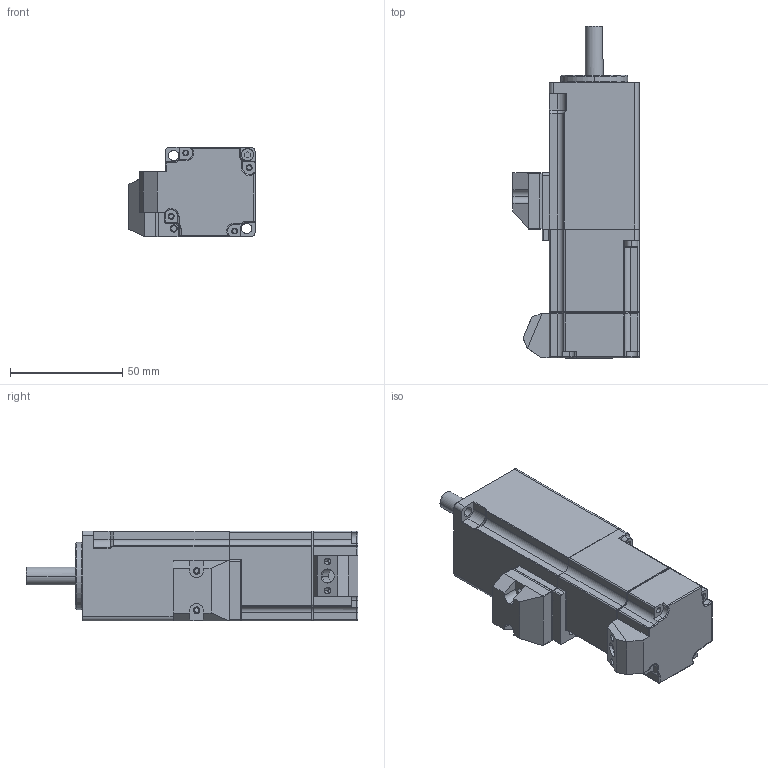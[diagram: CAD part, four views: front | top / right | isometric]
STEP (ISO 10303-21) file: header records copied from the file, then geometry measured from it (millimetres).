
FILE_DESCRIPTION (( 'STEP AP203' ), '1' );
FILE_NAME ('MS6H-40-CS(M)30BZ1-20P1µç»ú.STEP', '2020-09-09T07:55:57', ( '' ), ( '' ), 'SwSTEP 2.0', 'SolidWorks 2016', '' );
FILE_SCHEMA (( 'CONFIG_CONTROL_DESIGN' ));
Length unit declared in the file: millimetre
Products named in the file (1): MS6H-40-CS(M)30BZ1-20P1萇儂
Bounding box: 56.2 x 147.9 x 40 mm (x, y, z)
Surface area: 31298.4 mm2 (no closed solid volume)
Topology: 0 solids, 85 shells, 564 faces, 1741 edges, 1245 vertices
Faces by surface type: cylinder 280, plane 235, torus 22, cone 14, sphere 8, bspline 5
Entity records: 20067 total; most frequent: CARTESIAN_POINT 4327, DIRECTION 3572, ORIENTED_EDGE 2685, EDGE_CURVE 1732, AXIS2_PLACEMENT_3D 1320, VERTEX_POINT 1243, VECTOR 932, LINE 932
